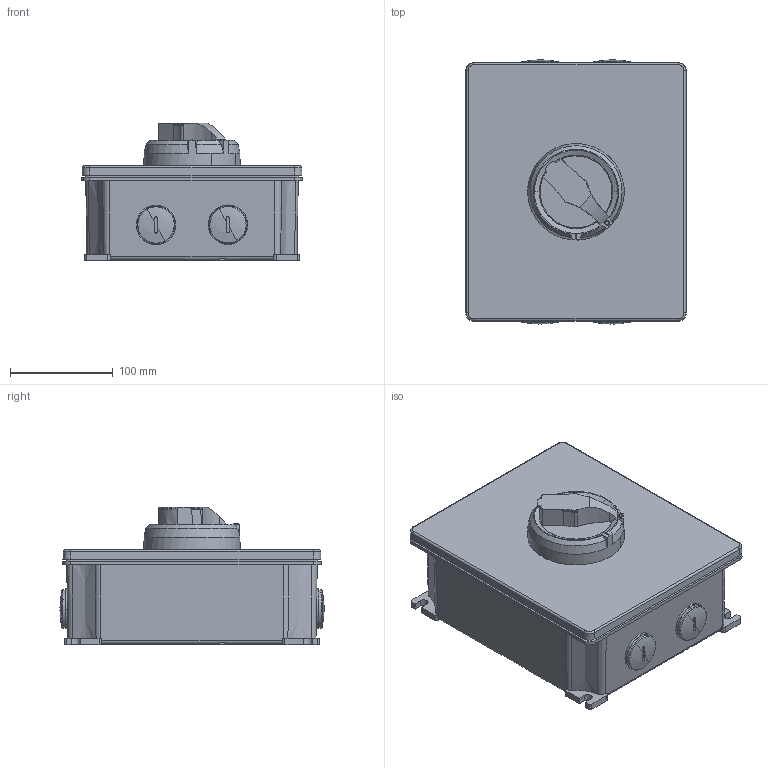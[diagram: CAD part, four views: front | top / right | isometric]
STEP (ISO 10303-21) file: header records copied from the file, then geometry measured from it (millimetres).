
FILE_DESCRIPTION((''),'2;1');
FILE_NAME('GW70407M_SW0001','2020-10-09T08:54:43',('user'),('Axiro Italia'),'CREO PARAMETRIC BY PTC INC, 2020074','CREO PARAMETRIC BY PTC INC, 2020074','');
FILE_SCHEMA(('CONFIG_CONTROL_DESIGN'));
Length unit declared in the file: millimetre
Products named in the file (1): GW70407M_SW0001
Bounding box: 214.8 x 257.16 x 134.3 mm (x, y, z)
Volume: 4738342.5 mm3; surface area: 210459.6 mm2
Topology: 1 solids, 1 shells, 287 faces, 776 edges, 506 vertices
Faces by surface type: plane 113, cylinder 84, cone 56, torus 14, bspline 12, sphere 8
Entity records: 10602 total; most frequent: CARTESIAN_POINT 3429, ORIENTED_EDGE 1536, DIRECTION 1456, EDGE_CURVE 768, AXIS2_PLACEMENT_3D 553, VERTEX_POINT 506, VECTOR 350, LINE 350
